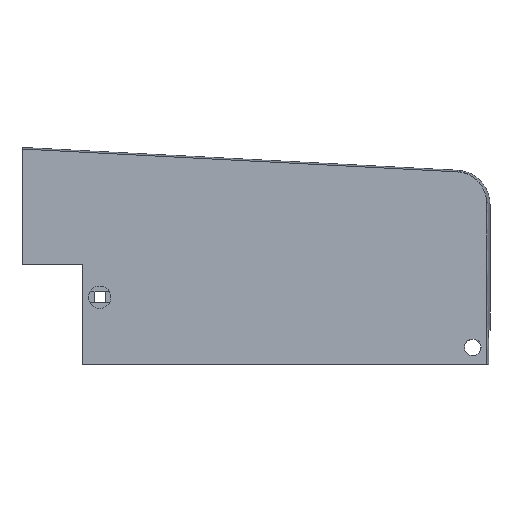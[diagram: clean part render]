
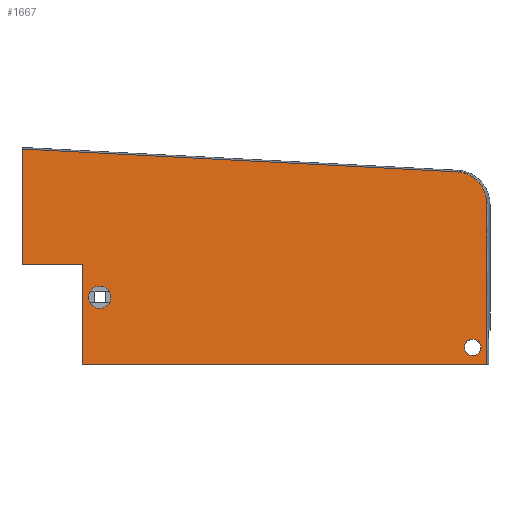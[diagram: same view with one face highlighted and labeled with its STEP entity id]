
A CAD part, front view. The second image highlights one B-rep face of the part: STEP entity #1667.
In plain terms, the highlighted planar face has unit normal (0.002, -0.999, 0.045).
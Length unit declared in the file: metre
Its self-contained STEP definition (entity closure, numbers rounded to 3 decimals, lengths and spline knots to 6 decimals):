
#16=ELLIPSE('',#1772,0.003253,0.00325);
#22=CIRCLE('',#1771,0.0024);
#43=B_SPLINE_CURVE_WITH_KNOTS('',3,(#2521,#2522,#2523,#2524,#2525,#2526,
#2527),.UNSPECIFIED.,.F.,.F.,(4,1,1,1,4),(0.,0.25,0.5,0.75,1.),
 .UNSPECIFIED.);
#44=B_SPLINE_CURVE_WITH_KNOTS('',3,(#2530,#2531,#2532,#2533),
 .UNSPECIFIED.,.F.,.F.,(4,4),(0.,1.),.UNSPECIFIED.);
#45=B_SPLINE_CURVE_WITH_KNOTS('',3,(#2540,#2541,#2542,#2543),
 .UNSPECIFIED.,.F.,.F.,(4,4),(0.,1.),.UNSPECIFIED.);
#218=ORIENTED_EDGE('',*,*,#654,.T.);
#219=ORIENTED_EDGE('',*,*,#655,.T.);
#220=ORIENTED_EDGE('',*,*,#656,.T.);
#221=ORIENTED_EDGE('',*,*,#657,.T.);
#222=ORIENTED_EDGE('',*,*,#658,.T.);
#223=ORIENTED_EDGE('',*,*,#659,.T.);
#224=ORIENTED_EDGE('',*,*,#638,.T.);
#225=ORIENTED_EDGE('',*,*,#660,.T.);
#226=ORIENTED_EDGE('',*,*,#661,.T.);
#638=EDGE_CURVE('',#854,#857,#1027,.F.);
#654=EDGE_CURVE('',#871,#871,#22,.T.);
#655=EDGE_CURVE('',#872,#872,#16,.T.);
#656=EDGE_CURVE('',#873,#874,#43,.T.);
#657=EDGE_CURVE('',#874,#875,#44,.T.);
#658=EDGE_CURVE('',#875,#876,#1037,.F.);
#659=EDGE_CURVE('',#876,#854,#1038,.F.);
#660=EDGE_CURVE('',#857,#877,#1039,.F.);
#661=EDGE_CURVE('',#877,#873,#45,.T.);
#854=VERTEX_POINT('',#2436);
#857=VERTEX_POINT('',#2442);
#871=VERTEX_POINT('',#2518);
#872=VERTEX_POINT('',#2520);
#873=VERTEX_POINT('',#2528);
#874=VERTEX_POINT('',#2529);
#875=VERTEX_POINT('',#2534);
#876=VERTEX_POINT('',#2536);
#877=VERTEX_POINT('',#2539);
#1027=LINE('',#2443,#1229);
#1037=LINE('',#2535,#1239);
#1038=LINE('',#2537,#1240);
#1039=LINE('',#2538,#1241);
#1229=VECTOR('',#1961,1.);
#1239=VECTOR('',#1983,1.);
#1240=VECTOR('',#1984,1.);
#1241=VECTOR('',#1985,1.);
#1391=EDGE_LOOP('',(#218));
#1392=EDGE_LOOP('',(#219));
#1393=EDGE_LOOP('',(#220,#221,#222,#223,#224,#225,#226));
#1492=FACE_BOUND('',#1391,.T.);
#1493=FACE_BOUND('',#1392,.T.);
#1494=FACE_BOUND('',#1393,.T.);
#1586=PLANE('',#1770);
#1667=ADVANCED_FACE('',(#1492,#1493,#1494),#1586,.F.);
#1770=AXIS2_PLACEMENT_3D('',#2516,#1977,#1978);
#1771=AXIS2_PLACEMENT_3D('',#2517,#1979,#1980);
#1772=AXIS2_PLACEMENT_3D('',#2519,#1981,#1982);
#1961=DIRECTION('',(0.,0.045,0.999));
#1977=DIRECTION('',(-0.002,0.999,-0.045));
#1978=DIRECTION('',(-1.,-0.002,0.));
#1979=DIRECTION('',(-0.002,0.999,-0.045));
#1980=DIRECTION('',(0.,0.045,0.999));
#1981=DIRECTION('',(-0.002,0.999,-0.045));
#1982=DIRECTION('',(0.052,0.045,0.998));
#1983=DIRECTION('',(0.,0.045,0.999));
#1984=DIRECTION('',(-1.,-0.002,0.));
#1985=DIRECTION('',(-1.,-0.002,0.));
#2436=CARTESIAN_POINT('',(-0.118128,-0.027978,0.019));
#2442=CARTESIAN_POINT('',(-0.118128,-0.029277,-0.01));
#2443=CARTESIAN_POINT('',(-0.118128,-0.027667,0.02594));
#2516=CARTESIAN_POINT('',(-0.039376,-0.027333,0.02927));
#2517=CARTESIAN_POINT('',(-0.005,-0.028788,-0.005004));
#2518=CARTESIAN_POINT('',(-0.005,-0.028681,-0.002607));
#2519=CARTESIAN_POINT('',(-0.113128,-0.028392,0.0095));
#2520=CARTESIAN_POINT('',(-0.112958,-0.028246,0.012746));
#2521=CARTESIAN_POINT('',(-0.000972,-0.026903,0.036857));
#2522=CARTESIAN_POINT('',(-0.000972,-0.026852,0.038009));
#2523=CARTESIAN_POINT('',(-0.00141,-0.026752,0.040266));
#2524=CARTESIAN_POINT('',(-0.003283,-0.026624,0.043204));
#2525=CARTESIAN_POINT('',(-0.006119,-0.02654,0.045228));
#2526=CARTESIAN_POINT('',(-0.008349,-0.026521,0.045784));
#2527=CARTESIAN_POINT('',(-0.009501,-0.026521,0.045844));
#2528=CARTESIAN_POINT('',(-0.000972,-0.026903,0.036857));
#2529=CARTESIAN_POINT('',(-0.009501,-0.026521,0.045844));
#2530=CARTESIAN_POINT('',(-0.009501,-0.026521,0.045844));
#2531=CARTESIAN_POINT('',(-0.051543,-0.026521,0.048048));
#2532=CARTESIAN_POINT('',(-0.093586,-0.026521,0.050251));
#2533=CARTESIAN_POINT('',(-0.135628,-0.026521,0.052454));
#2534=CARTESIAN_POINT('',(-0.135628,-0.026521,0.052454));
#2535=CARTESIAN_POINT('',(-0.135628,-0.027559,0.02928));
#2536=CARTESIAN_POINT('',(-0.135628,-0.028019,0.019));
#2537=CARTESIAN_POINT('',(-0.103079,-0.027943,0.019));
#2538=CARTESIAN_POINT('',(-0.039372,-0.029092,-0.01));
#2539=CARTESIAN_POINT('',(-0.000972,-0.029002,-0.01));
#2540=CARTESIAN_POINT('',(-0.000972,-0.029002,-0.01));
#2541=CARTESIAN_POINT('',(-0.000972,-0.028303,0.005619));
#2542=CARTESIAN_POINT('',(-0.000972,-0.027603,0.021238));
#2543=CARTESIAN_POINT('',(-0.000972,-0.026903,0.036857));
